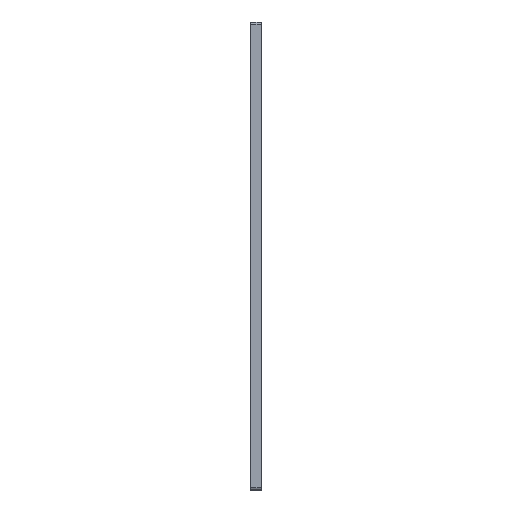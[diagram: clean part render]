
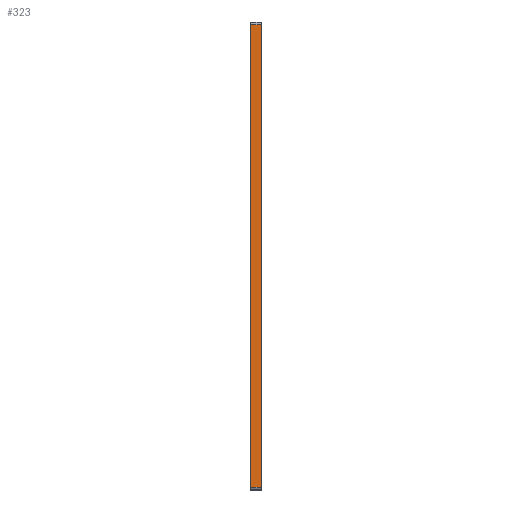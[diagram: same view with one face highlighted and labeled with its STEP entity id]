
A CAD part, left-side view. The second image highlights one B-rep face of the part: STEP entity #323.
In plain terms, the highlighted planar face has unit normal (-1, 0, 0).
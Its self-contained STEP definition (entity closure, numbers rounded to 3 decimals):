
#16 = VECTOR ( 'NONE', #1454, 1000. ) ;
#65 = VERTEX_POINT ( 'NONE', #1799 ) ;
#163 = CARTESIAN_POINT ( 'NONE',  ( -117.5, -6., 115. ) ) ;
#168 = CARTESIAN_POINT ( 'NONE',  ( -117.5, -6., 113.5 ) ) ;
#208 = DIRECTION ( 'NONE',  ( -1., 0., 0. ) ) ;
#311 = DIRECTION ( 'NONE',  ( 0., -1., 0. ) ) ;
#323 = ADVANCED_FACE ( 'NONE', ( #957 ), #1179, .T. ) ;
#379 = EDGE_CURVE ( 'NONE', #1898, #591, #831, .T. ) ;
#388 = CARTESIAN_POINT ( 'NONE',  ( -117.5, 0., -155.5 ) ) ;
#390 = EDGE_CURVE ( 'NONE', #1646, #65, #449, .T. ) ;
#421 = ORIENTED_EDGE ( 'NONE', *, *, #379, .T. ) ;
#429 = AXIS2_PLACEMENT_3D ( 'NONE', #525, #208, #535 ) ;
#442 = LINE ( 'NONE', #1290, #1410 ) ;
#449 = LINE ( 'NONE', #1133, #1691 ) ;
#480 = DIRECTION ( 'NONE',  ( 0., 0., 1. ) ) ;
#521 = LINE ( 'NONE', #1910, #1205 ) ;
#525 = CARTESIAN_POINT ( 'NONE',  ( -117.5, -6., 115. ) ) ;
#535 = DIRECTION ( 'NONE',  ( 0., 0., 1. ) ) ;
#591 = VERTEX_POINT ( 'NONE', #168 ) ;
#617 = DIRECTION ( 'NONE',  ( 0., 1., 0. ) ) ;
#754 = CARTESIAN_POINT ( 'NONE',  ( -117.5, -6., -155.5 ) ) ;
#831 = LINE ( 'NONE', #163, #16 ) ;
#957 = FACE_OUTER_BOUND ( 'NONE', #1937, .T. ) ;
#1133 = CARTESIAN_POINT ( 'NONE',  ( -117.5, 0., 115. ) ) ;
#1138 = ORIENTED_EDGE ( 'NONE', *, *, #390, .F. ) ;
#1165 = ORIENTED_EDGE ( 'NONE', *, *, #2070, .T. ) ;
#1179 = PLANE ( 'NONE',  #429 ) ;
#1205 = VECTOR ( 'NONE', #617, 1000. ) ;
#1290 = CARTESIAN_POINT ( 'NONE',  ( -117.5, -6., -155.5 ) ) ;
#1410 = VECTOR ( 'NONE', #311, 1000. ) ;
#1454 = DIRECTION ( 'NONE',  ( 0., 0., 1. ) ) ;
#1646 = VERTEX_POINT ( 'NONE', #388 ) ;
#1691 = VECTOR ( 'NONE', #480, 1000. ) ;
#1799 = CARTESIAN_POINT ( 'NONE',  ( -117.5, 0., 113.5 ) ) ;
#1807 = ORIENTED_EDGE ( 'NONE', *, *, #2067, .T. ) ;
#1898 = VERTEX_POINT ( 'NONE', #754 ) ;
#1910 = CARTESIAN_POINT ( 'NONE',  ( -117.5, -6., 113.5 ) ) ;
#1937 = EDGE_LOOP ( 'NONE', ( #1138, #1807, #421, #1165 ) ) ;
#2067 = EDGE_CURVE ( 'NONE', #1646, #1898, #442, .T. ) ;
#2070 = EDGE_CURVE ( 'NONE', #591, #65, #521, .T. ) ;
